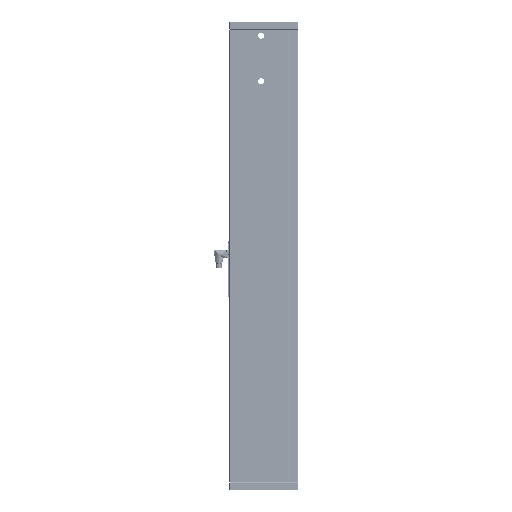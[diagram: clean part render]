
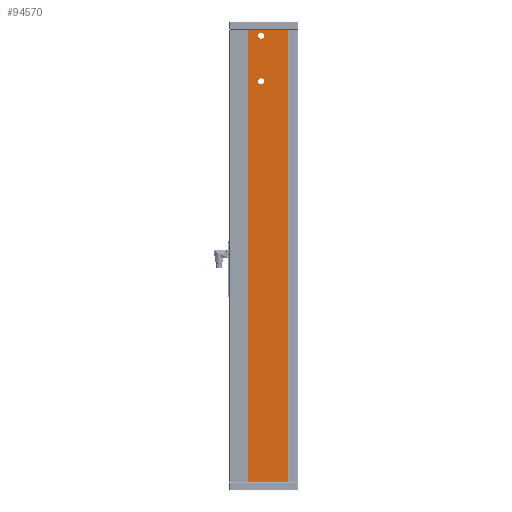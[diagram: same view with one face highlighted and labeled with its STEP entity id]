
A CAD part, left-side view. The second image highlights one B-rep face of the part: STEP entity #94570.
In plain terms, the highlighted planar face has unit normal (-1, 0, 0).
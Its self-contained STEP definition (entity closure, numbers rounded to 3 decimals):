
#1731 = VERTEX_POINT ( 'NONE', #63426 ) ;
#6448 = CIRCLE ( 'NONE', #164921, 8. ) ;
#8663 = VERTEX_POINT ( 'NONE', #52162 ) ;
#20574 = EDGE_CURVE ( 'NONE', #194065, #171453, #44641, .T. ) ;
#21047 = LINE ( 'NONE', #140544, #190165 ) ;
#21763 = DIRECTION ( 'NONE',  ( 0., 0., 1. ) ) ;
#21863 = DIRECTION ( 'NONE',  ( -1., 0., 0. ) ) ;
#22966 = FACE_BOUND ( 'NONE', #108044, .T. ) ;
#24851 = DIRECTION ( 'NONE',  ( 0., 0., 1. ) ) ;
#24968 = DIRECTION ( 'NONE',  ( 0., 0., -1. ) ) ;
#36312 = LINE ( 'NONE', #116380, #184054 ) ;
#37269 = AXIS2_PLACEMENT_3D ( 'NONE', #193944, #163639, #24968 ) ;
#41333 = CARTESIAN_POINT ( 'NONE',  ( 0., -90., 0. ) ) ;
#44641 = LINE ( 'NONE', #122626, #193002 ) ;
#48363 = DIRECTION ( 'NONE',  ( 0., 0., 1. ) ) ;
#52162 = CARTESIAN_POINT ( 'NONE',  ( 0., 6.5, 1062. ) ) ;
#53216 = CARTESIAN_POINT ( 'NONE',  ( 0., 6.5, 1054. ) ) ;
#57217 = ORIENTED_EDGE ( 'NONE', *, *, #111103, .T. ) ;
#61178 = AXIS2_PLACEMENT_3D ( 'NONE', #53216, #21863, #24851 ) ;
#62394 = EDGE_CURVE ( 'NONE', #122619, #72539, #21047, .T. ) ;
#63426 = CARTESIAN_POINT ( 'NONE',  ( 0., 6.5, 1182. ) ) ;
#72247 = VECTOR ( 'NONE', #133492, 1000. ) ;
#72539 = VERTEX_POINT ( 'NONE', #135317 ) ;
#77287 = ORIENTED_EDGE ( 'NONE', *, *, #20574, .T. ) ;
#81985 = DIRECTION ( 'NONE',  ( 0., -1., 0. ) ) ;
#84525 = DIRECTION ( 'NONE',  ( -1., 0., 0. ) ) ;
#84749 = FACE_BOUND ( 'NONE', #141461, .T. ) ;
#87963 = LINE ( 'NONE', #41333, #72247 ) ;
#93115 = ORIENTED_EDGE ( 'NONE', *, *, #62394, .F. ) ;
#94469 = CARTESIAN_POINT ( 'NONE',  ( 0., -65.4, 0. ) ) ;
#94570 = ADVANCED_FACE ( 'NONE', ( #22966, #84749, #101974 ), #146499, .F. ) ;
#101974 = FACE_OUTER_BOUND ( 'NONE', #122884, .T. ) ;
#103556 = ORIENTED_EDGE ( 'NONE', *, *, #123127, .F. ) ;
#108044 = EDGE_LOOP ( 'NONE', ( #103556 ) ) ;
#111103 = EDGE_CURVE ( 'NONE', #122619, #194065, #87963, .T. ) ;
#116380 = CARTESIAN_POINT ( 'NONE',  ( 0., -90., 1190. ) ) ;
#122619 = VERTEX_POINT ( 'NONE', #147758 ) ;
#122626 = CARTESIAN_POINT ( 'NONE',  ( 0., -65.4, 1190. ) ) ;
#122884 = EDGE_LOOP ( 'NONE', ( #170875, #93115, #57217, #77287 ) ) ;
#123127 = EDGE_CURVE ( 'NONE', #1731, #1731, #6448, .T. ) ;
#131086 = CARTESIAN_POINT ( 'NONE',  ( 0., 6.5, 1174. ) ) ;
#133492 = DIRECTION ( 'NONE',  ( 0., -1., 0. ) ) ;
#135317 = CARTESIAN_POINT ( 'NONE',  ( 0., 40.9, 1190. ) ) ;
#140544 = CARTESIAN_POINT ( 'NONE',  ( 0., 40.9, 0. ) ) ;
#141461 = EDGE_LOOP ( 'NONE', ( #193995 ) ) ;
#146499 = PLANE ( 'NONE',  #37269 ) ;
#147758 = CARTESIAN_POINT ( 'NONE',  ( 0., 40.9, 0. ) ) ;
#148464 = CIRCLE ( 'NONE', #61178, 8. ) ;
#150322 = EDGE_CURVE ( 'NONE', #72539, #171453, #36312, .T. ) ;
#163639 = DIRECTION ( 'NONE',  ( 1., 0., 0. ) ) ;
#164921 = AXIS2_PLACEMENT_3D ( 'NONE', #131086, #84525, #21763 ) ;
#170437 = EDGE_CURVE ( 'NONE', #8663, #8663, #148464, .T. ) ;
#170875 = ORIENTED_EDGE ( 'NONE', *, *, #150322, .F. ) ;
#171453 = VERTEX_POINT ( 'NONE', #192569 ) ;
#184054 = VECTOR ( 'NONE', #81985, 1000. ) ;
#187292 = DIRECTION ( 'NONE',  ( 0., 0., 1. ) ) ;
#190165 = VECTOR ( 'NONE', #48363, 1000. ) ;
#192569 = CARTESIAN_POINT ( 'NONE',  ( 0., -65.4, 1190. ) ) ;
#193002 = VECTOR ( 'NONE', #187292, 1000. ) ;
#193944 = CARTESIAN_POINT ( 'NONE',  ( 0., -90., 1190. ) ) ;
#193995 = ORIENTED_EDGE ( 'NONE', *, *, #170437, .F. ) ;
#194065 = VERTEX_POINT ( 'NONE', #94469 ) ;
